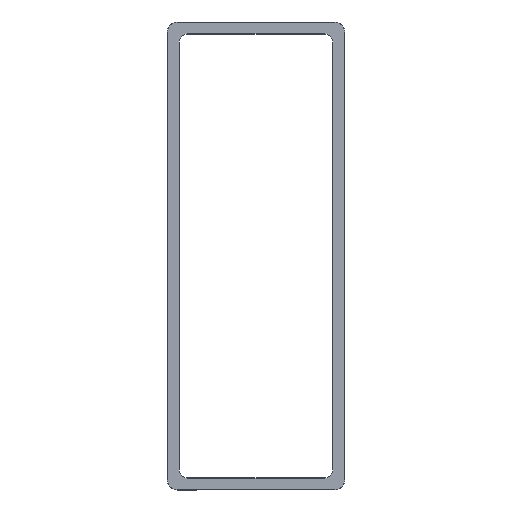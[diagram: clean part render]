
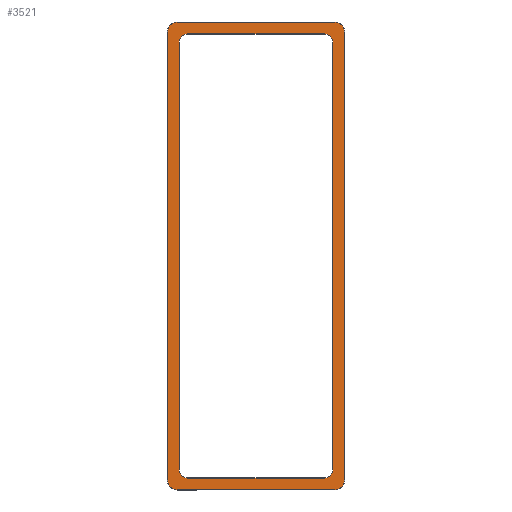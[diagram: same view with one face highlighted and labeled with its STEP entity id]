
A CAD part, top view. The second image highlights one B-rep face of the part: STEP entity #3521.
In plain terms, the highlighted planar face has unit normal (0, 0, 1).
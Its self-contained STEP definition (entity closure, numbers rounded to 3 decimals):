
#92 = CARTESIAN_POINT ( 'NONE',  ( 69.992, 177.079, 0.101 ) ) ;
#231 = LINE ( 'NONE', #6771, #270 ) ;
#240 = DIRECTION ( 'NONE',  ( 0., -1., 0. ) ) ;
#270 = VECTOR ( 'NONE', #4807, 1000. ) ;
#365 = EDGE_CURVE ( 'NONE', #2615, #2821, #231, .T. ) ;
#415 = EDGE_CURVE ( 'NONE', #3027, #4186, #7660, .T. ) ;
#441 = CIRCLE ( 'NONE', #8150, 6.484 ) ;
#474 = DIRECTION ( 'NONE',  ( 0., -1., 0. ) ) ;
#519 = ORIENTED_EDGE ( 'NONE', *, *, #415, .T. ) ;
#572 = VERTEX_POINT ( 'NONE', #1210 ) ;
#694 = CARTESIAN_POINT ( 'NONE',  ( 60.649, -177.079, 0.101 ) ) ;
#712 = DIRECTION ( 'NONE',  ( -1., 0., 0. ) ) ;
#828 = DIRECTION ( 'NONE',  ( 0., -1., 0. ) ) ;
#906 = VERTEX_POINT ( 'NONE', #1849 ) ;
#940 = CARTESIAN_POINT ( 'NONE',  ( -62.117, -177.079, 0.101 ) ) ;
#960 = VECTOR ( 'NONE', #1795, 1000. ) ;
#1016 = AXIS2_PLACEMENT_3D ( 'NONE', #9103, #2791, #6589 ) ;
#1070 = ORIENTED_EDGE ( 'NONE', *, *, #365, .T. ) ;
#1071 = EDGE_CURVE ( 'NONE', #906, #7606, #7436, .T. ) ;
#1097 = CARTESIAN_POINT ( 'NONE',  ( -60.649, -169.127, 0.101 ) ) ;
#1155 = EDGE_LOOP ( 'NONE', ( #1911, #5532, #8837, #9139, #6799, #4230, #8991, #519 ) ) ;
#1210 = CARTESIAN_POINT ( 'NONE',  ( 62.117, 184.955, 0.101 ) ) ;
#1229 = VECTOR ( 'NONE', #4212, 1000. ) ;
#1242 = AXIS2_PLACEMENT_3D ( 'NONE', #7383, #8857, #3931 ) ;
#1324 = CARTESIAN_POINT ( 'NONE',  ( -54.165, -169.127, 0.101 ) ) ;
#1332 = LINE ( 'NONE', #2835, #1229 ) ;
#1353 = CARTESIAN_POINT ( 'NONE',  ( -60.649, -177.079, 0.101 ) ) ;
#1400 = ORIENTED_EDGE ( 'NONE', *, *, #3976, .T. ) ;
#1459 = VERTEX_POINT ( 'NONE', #6465 ) ;
#1525 = EDGE_LOOP ( 'NONE', ( #1070, #4349, #1400, #5426, #4982, #5564, #2831, #2607 ) ) ;
#1642 = LINE ( 'NONE', #8870, #1702 ) ;
#1702 = VECTOR ( 'NONE', #712, 1000. ) ;
#1795 = DIRECTION ( 'NONE',  ( 0., 1., 0. ) ) ;
#1831 = EDGE_CURVE ( 'NONE', #2295, #3135, #4815, .T. ) ;
#1849 = CARTESIAN_POINT ( 'NONE',  ( -62.117, 184.955, 0.101 ) ) ;
#1911 = ORIENTED_EDGE ( 'NONE', *, *, #6828, .T. ) ;
#1950 = EDGE_CURVE ( 'NONE', #4947, #2295, #441, .T. ) ;
#2116 = AXIS2_PLACEMENT_3D ( 'NONE', #6227, #2879, #5119 ) ;
#2145 = VERTEX_POINT ( 'NONE', #3965 ) ;
#2181 = DIRECTION ( 'NONE',  ( 1., 0., 0. ) ) ;
#2190 = LINE ( 'NONE', #8642, #2619 ) ;
#2295 = VERTEX_POINT ( 'NONE', #8812 ) ;
#2406 = CARTESIAN_POINT ( 'NONE',  ( 69.992, -177.079, 0.101 ) ) ;
#2607 = ORIENTED_EDGE ( 'NONE', *, *, #6944, .T. ) ;
#2615 = VERTEX_POINT ( 'NONE', #8317 ) ;
#2619 = VECTOR ( 'NONE', #474, 1000. ) ;
#2770 = CARTESIAN_POINT ( 'NONE',  ( 62.117, -177.079, 0.101 ) ) ;
#2791 = DIRECTION ( 'NONE',  ( 0., 0., 1. ) ) ;
#2798 = CIRCLE ( 'NONE', #2116, 7.876 ) ;
#2821 = VERTEX_POINT ( 'NONE', #4232 ) ;
#2831 = ORIENTED_EDGE ( 'NONE', *, *, #1831, .T. ) ;
#2835 = CARTESIAN_POINT ( 'NONE',  ( -62.117, 175.611, 0.101 ) ) ;
#2879 = DIRECTION ( 'NONE',  ( 0., 0., 1. ) ) ;
#2919 = AXIS2_PLACEMENT_3D ( 'NONE', #1324, #8995, #828 ) ;
#2921 = CIRCLE ( 'NONE', #6562, 7.876 ) ;
#3027 = VERTEX_POINT ( 'NONE', #9034 ) ;
#3135 = VERTEX_POINT ( 'NONE', #3213 ) ;
#3213 = CARTESIAN_POINT ( 'NONE',  ( 60.649, -169.127, 0.101 ) ) ;
#3521 = ADVANCED_FACE ( 'NONE', ( #5047, #3842 ), #9244, .T. ) ;
#3632 = DIRECTION ( 'NONE',  ( 0., 0., -1. ) ) ;
#3669 = CIRCLE ( 'NONE', #1242, 6.484 ) ;
#3779 = CARTESIAN_POINT ( 'NONE',  ( 54.165, 169.127, 0.101 ) ) ;
#3842 = FACE_BOUND ( 'NONE', #1525, .T. ) ;
#3913 = EDGE_CURVE ( 'NONE', #2821, #7987, #5887, .T. ) ;
#3931 = DIRECTION ( 'NONE',  ( 1., 0., 0. ) ) ;
#3965 = CARTESIAN_POINT ( 'NONE',  ( -69.992, -177.079, 0.101 ) ) ;
#3976 = EDGE_CURVE ( 'NONE', #7987, #1459, #7823, .T. ) ;
#4186 = VERTEX_POINT ( 'NONE', #4450 ) ;
#4212 = DIRECTION ( 'NONE',  ( 1., 0., 0. ) ) ;
#4230 = ORIENTED_EDGE ( 'NONE', *, *, #5493, .T. ) ;
#4232 = CARTESIAN_POINT ( 'NONE',  ( -54.165, -175.611, 0.101 ) ) ;
#4325 = VERTEX_POINT ( 'NONE', #6327 ) ;
#4349 = ORIENTED_EDGE ( 'NONE', *, *, #3913, .T. ) ;
#4437 = VERTEX_POINT ( 'NONE', #2406 ) ;
#4450 = CARTESIAN_POINT ( 'NONE',  ( 62.117, -184.955, 0.101 ) ) ;
#4536 = DIRECTION ( 'NONE',  ( 0., -1., 0. ) ) ;
#4593 = EDGE_CURVE ( 'NONE', #4437, #4778, #7002, .T. ) ;
#4631 = CARTESIAN_POINT ( 'NONE',  ( 62.117, 177.079, 0.101 ) ) ;
#4768 = AXIS2_PLACEMENT_3D ( 'NONE', #940, #6295, #5191 ) ;
#4778 = VERTEX_POINT ( 'NONE', #92 ) ;
#4807 = DIRECTION ( 'NONE',  ( -1., 0., 0. ) ) ;
#4815 = LINE ( 'NONE', #694, #5645 ) ;
#4947 = VERTEX_POINT ( 'NONE', #5061 ) ;
#4982 = ORIENTED_EDGE ( 'NONE', *, *, #8394, .T. ) ;
#5035 = CARTESIAN_POINT ( 'NONE',  ( 69.992, -177.079, 0.101 ) ) ;
#5047 = FACE_OUTER_BOUND ( 'NONE', #1155, .T. ) ;
#5061 = CARTESIAN_POINT ( 'NONE',  ( 54.165, 175.611, 0.101 ) ) ;
#5119 = DIRECTION ( 'NONE',  ( 1., 0., 0. ) ) ;
#5191 = DIRECTION ( 'NONE',  ( 1., 0., 0. ) ) ;
#5327 = CIRCLE ( 'NONE', #7274, 6.484 ) ;
#5348 = DIRECTION ( 'NONE',  ( 0., 0., -1. ) ) ;
#5424 = DIRECTION ( 'NONE',  ( 1., 0., 0. ) ) ;
#5426 = ORIENTED_EDGE ( 'NONE', *, *, #6546, .T. ) ;
#5493 = EDGE_CURVE ( 'NONE', #7606, #2145, #2190, .T. ) ;
#5532 = ORIENTED_EDGE ( 'NONE', *, *, #4593, .T. ) ;
#5564 = ORIENTED_EDGE ( 'NONE', *, *, #1950, .T. ) ;
#5645 = VECTOR ( 'NONE', #240, 1000. ) ;
#5887 = CIRCLE ( 'NONE', #2919, 6.484 ) ;
#5914 = CARTESIAN_POINT ( 'NONE',  ( -62.117, -184.955, 0.101 ) ) ;
#6176 = DIRECTION ( 'NONE',  ( 0., 0., 1. ) ) ;
#6227 = CARTESIAN_POINT ( 'NONE',  ( -62.117, -177.079, 0.101 ) ) ;
#6279 = DIRECTION ( 'NONE',  ( 0., 1., 0. ) ) ;
#6295 = DIRECTION ( 'NONE',  ( 0., 0., 1. ) ) ;
#6327 = CARTESIAN_POINT ( 'NONE',  ( -54.165, 175.611, 0.101 ) ) ;
#6424 = EDGE_CURVE ( 'NONE', #572, #906, #1642, .T. ) ;
#6465 = CARTESIAN_POINT ( 'NONE',  ( -60.649, 169.127, 0.101 ) ) ;
#6546 = EDGE_CURVE ( 'NONE', #1459, #4325, #3669, .T. ) ;
#6562 = AXIS2_PLACEMENT_3D ( 'NONE', #4631, #6176, #8525 ) ;
#6589 = DIRECTION ( 'NONE',  ( 1., 0., 0. ) ) ;
#6628 = EDGE_CURVE ( 'NONE', #2145, #3027, #2798, .T. ) ;
#6737 = VECTOR ( 'NONE', #6279, 1000. ) ;
#6771 = CARTESIAN_POINT ( 'NONE',  ( -62.117, -175.611, 0.101 ) ) ;
#6799 = ORIENTED_EDGE ( 'NONE', *, *, #1071, .T. ) ;
#6828 = EDGE_CURVE ( 'NONE', #4186, #4437, #7666, .T. ) ;
#6944 = EDGE_CURVE ( 'NONE', #3135, #2615, #5327, .T. ) ;
#7002 = LINE ( 'NONE', #5035, #6737 ) ;
#7274 = AXIS2_PLACEMENT_3D ( 'NONE', #8772, #5348, #2181 ) ;
#7383 = CARTESIAN_POINT ( 'NONE',  ( -54.165, 169.127, 0.101 ) ) ;
#7436 = CIRCLE ( 'NONE', #1016, 7.876 ) ;
#7585 = DIRECTION ( 'NONE',  ( 0., 0., 1. ) ) ;
#7606 = VERTEX_POINT ( 'NONE', #9259 ) ;
#7660 = LINE ( 'NONE', #5914, #9220 ) ;
#7666 = CIRCLE ( 'NONE', #8345, 7.876 ) ;
#7823 = LINE ( 'NONE', #1353, #960 ) ;
#7987 = VERTEX_POINT ( 'NONE', #1097 ) ;
#8150 = AXIS2_PLACEMENT_3D ( 'NONE', #3779, #3632, #4536 ) ;
#8291 = EDGE_CURVE ( 'NONE', #4778, #572, #2921, .T. ) ;
#8317 = CARTESIAN_POINT ( 'NONE',  ( 54.165, -175.611, 0.101 ) ) ;
#8345 = AXIS2_PLACEMENT_3D ( 'NONE', #2770, #7585, #8768 ) ;
#8394 = EDGE_CURVE ( 'NONE', #4325, #4947, #1332, .T. ) ;
#8525 = DIRECTION ( 'NONE',  ( 1., 0., 0. ) ) ;
#8642 = CARTESIAN_POINT ( 'NONE',  ( -69.992, -177.079, 0.101 ) ) ;
#8768 = DIRECTION ( 'NONE',  ( 1., 0., 0. ) ) ;
#8772 = CARTESIAN_POINT ( 'NONE',  ( 54.165, -169.127, 0.101 ) ) ;
#8812 = CARTESIAN_POINT ( 'NONE',  ( 60.649, 169.127, 0.101 ) ) ;
#8837 = ORIENTED_EDGE ( 'NONE', *, *, #8291, .T. ) ;
#8857 = DIRECTION ( 'NONE',  ( 0., 0., -1. ) ) ;
#8870 = CARTESIAN_POINT ( 'NONE',  ( -62.117, 184.955, 0.101 ) ) ;
#8991 = ORIENTED_EDGE ( 'NONE', *, *, #6628, .T. ) ;
#8995 = DIRECTION ( 'NONE',  ( 0., 0., -1. ) ) ;
#9034 = CARTESIAN_POINT ( 'NONE',  ( -62.117, -184.955, 0.101 ) ) ;
#9103 = CARTESIAN_POINT ( 'NONE',  ( -62.117, 177.079, 0.101 ) ) ;
#9139 = ORIENTED_EDGE ( 'NONE', *, *, #6424, .T. ) ;
#9220 = VECTOR ( 'NONE', #5424, 1000. ) ;
#9244 = PLANE ( 'NONE',  #4768 ) ;
#9259 = CARTESIAN_POINT ( 'NONE',  ( -69.992, 177.079, 0.101 ) ) ;
